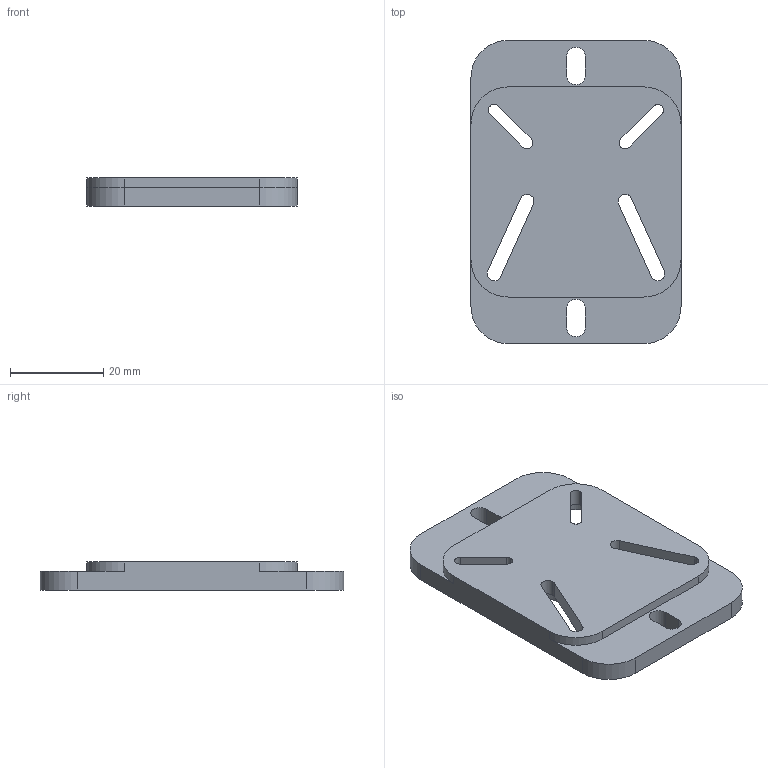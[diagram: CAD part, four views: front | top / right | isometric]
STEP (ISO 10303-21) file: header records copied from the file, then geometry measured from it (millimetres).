
FILE_DESCRIPTION (( 'STEP AP203' ), '1' );
FILE_NAME ('OAK_FCC_HOLDER.STEP', '2022-09-04T15:20:34', ( '' ), ( '' ), 'SwSTEP 2.0', 'SolidWorks 2021', '' );
FILE_SCHEMA (( 'CONFIG_CONTROL_DESIGN' ));
Length unit declared in the file: millimetre
Products named in the file (1): OAK_FCC_HOLDER
Bounding box: 45 x 65 x 6 mm (x, y, z)
Volume: 13535 mm3; surface area: 7544.3 mm2
Topology: 1 solids, 1 shells, 70 faces, 192 edges, 128 vertices
Faces by surface type: cylinder 36, plane 34
Entity records: 2349 total; most frequent: DIRECTION 406, CARTESIAN_POINT 391, ORIENTED_EDGE 384, EDGE_CURVE 192, AXIS2_PLACEMENT_3D 143, VERTEX_POINT 128, LINE 120, VECTOR 120
